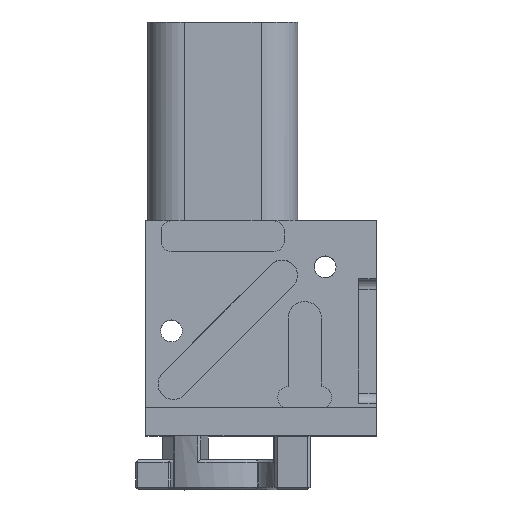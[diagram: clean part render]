
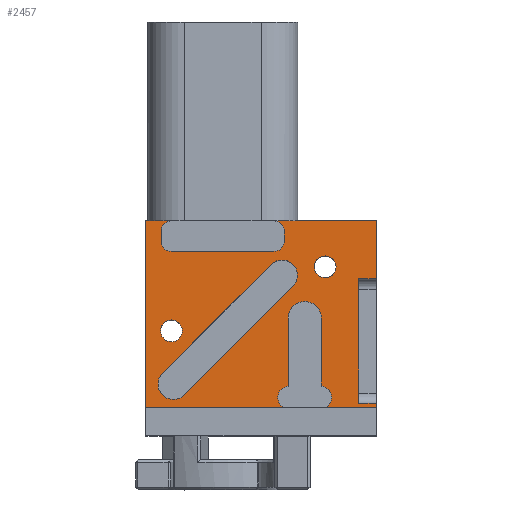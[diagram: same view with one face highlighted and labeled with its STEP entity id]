
A CAD part, top view. The second image highlights one B-rep face of the part: STEP entity #2457.
In plain terms, the highlighted planar face has unit normal (0, 0, 1).
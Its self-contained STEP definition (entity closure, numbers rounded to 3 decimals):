
#102=FACE_BOUND('',#368,.T.);
#103=FACE_BOUND('',#369,.T.);
#104=FACE_BOUND('',#370,.T.);
#121=CIRCLE('',#2622,0.4);
#122=CIRCLE('',#2623,0.4);
#123=CIRCLE('',#2624,0.4);
#124=CIRCLE('',#2625,0.4);
#125=CIRCLE('',#2626,0.45);
#126=CIRCLE('',#2627,0.65);
#127=CIRCLE('',#2628,0.45);
#128=CIRCLE('',#2629,0.6);
#129=CIRCLE('',#2630,0.6);
#130=CIRCLE('',#2631,0.425);
#131=CIRCLE('',#2632,0.425);
#217=FACE_OUTER_BOUND('',#367,.T.);
#367=EDGE_LOOP('',(#1614,#1615,#1616,#1617,#1618,#1619,#1620,#1621,#1622,
#1623,#1624,#1625,#1626,#1627,#1628,#1629,#1630,#1631,#1632,#1633,#1634,
#1635,#1636,#1637));
#368=EDGE_LOOP('',(#1638,#1639,#1640,#1641));
#369=EDGE_LOOP('',(#1642));
#370=EDGE_LOOP('',(#1643));
#539=LINE('',#3623,#777);
#540=LINE('',#3625,#778);
#541=LINE('',#3627,#779);
#542=LINE('',#3629,#780);
#543=LINE('',#3631,#781);
#544=LINE('',#3633,#782);
#545=LINE('',#3635,#783);
#546=LINE('',#3637,#784);
#547=LINE('',#3641,#785);
#548=LINE('',#3645,#786);
#549=LINE('',#3649,#787);
#550=LINE('',#3653,#788);
#551=LINE('',#3655,#789);
#552=LINE('',#3657,#790);
#553=LINE('',#3659,#791);
#554=LINE('',#3663,#792);
#555=LINE('',#3667,#793);
#556=LINE('',#3671,#794);
#557=LINE('',#3675,#795);
#777=VECTOR('',#2880,0.875);
#778=VECTOR('',#2881,0.33);
#779=VECTOR('',#2882,10.);
#780=VECTOR('',#2883,4.61);
#781=VECTOR('',#2884,10.);
#782=VECTOR('',#2885,2.36);
#783=VECTOR('',#2886,0.914);
#784=VECTOR('',#2887,0.914);
#785=VECTOR('',#2890,0.4);
#786=VECTOR('',#2893,4.);
#787=VECTOR('',#2896,0.4);
#788=VECTOR('',#2899,0.914);
#789=VECTOR('',#2900,0.914);
#790=VECTOR('',#2901,7.3);
#791=VECTOR('',#2902,5.6);
#792=VECTOR('',#2905,10.);
#793=VECTOR('',#2908,10.);
#794=VECTOR('',#2911,6.);
#795=VECTOR('',#2914,6.);
#1015=VERTEX_POINT('',#3621);
#1016=VERTEX_POINT('',#3622);
#1017=VERTEX_POINT('',#3624);
#1018=VERTEX_POINT('',#3626);
#1019=VERTEX_POINT('',#3628);
#1020=VERTEX_POINT('',#3630);
#1021=VERTEX_POINT('',#3632);
#1022=VERTEX_POINT('',#3634);
#1023=VERTEX_POINT('',#3636);
#1024=VERTEX_POINT('',#3638);
#1025=VERTEX_POINT('',#3640);
#1026=VERTEX_POINT('',#3642);
#1027=VERTEX_POINT('',#3644);
#1028=VERTEX_POINT('',#3646);
#1029=VERTEX_POINT('',#3648);
#1030=VERTEX_POINT('',#3650);
#1031=VERTEX_POINT('',#3652);
#1032=VERTEX_POINT('',#3654);
#1033=VERTEX_POINT('',#3656);
#1034=VERTEX_POINT('',#3658);
#1035=VERTEX_POINT('',#3660);
#1036=VERTEX_POINT('',#3662);
#1037=VERTEX_POINT('',#3664);
#1038=VERTEX_POINT('',#3666);
#1039=VERTEX_POINT('',#3669);
#1040=VERTEX_POINT('',#3670);
#1041=VERTEX_POINT('',#3672);
#1042=VERTEX_POINT('',#3674);
#1043=VERTEX_POINT('',#3677);
#1044=VERTEX_POINT('',#3679);
#1242=EDGE_CURVE('',#1015,#1016,#539,.T.);
#1243=EDGE_CURVE('',#1016,#1017,#540,.T.);
#1244=EDGE_CURVE('',#1018,#1017,#541,.T.);
#1245=EDGE_CURVE('',#1019,#1018,#542,.T.);
#1246=EDGE_CURVE('',#1019,#1020,#543,.F.);
#1247=EDGE_CURVE('',#1020,#1021,#544,.T.);
#1248=EDGE_CURVE('',#1021,#1022,#545,.T.);
#1249=EDGE_CURVE('',#1022,#1023,#546,.T.);
#1250=EDGE_CURVE('',#1024,#1023,#121,.T.);
#1251=EDGE_CURVE('',#1025,#1024,#547,.T.);
#1252=EDGE_CURVE('',#1026,#1025,#122,.T.);
#1253=EDGE_CURVE('',#1027,#1026,#548,.T.);
#1254=EDGE_CURVE('',#1028,#1027,#123,.T.);
#1255=EDGE_CURVE('',#1029,#1028,#549,.T.);
#1256=EDGE_CURVE('',#1030,#1029,#124,.T.);
#1257=EDGE_CURVE('',#1030,#1031,#550,.T.);
#1258=EDGE_CURVE('',#1031,#1032,#551,.T.);
#1259=EDGE_CURVE('',#1032,#1033,#552,.T.);
#1260=EDGE_CURVE('',#1033,#1034,#553,.T.);
#1261=EDGE_CURVE('',#1034,#1035,#125,.T.);
#1262=EDGE_CURVE('',#1035,#1036,#554,.T.);
#1263=EDGE_CURVE('',#1036,#1037,#126,.T.);
#1264=EDGE_CURVE('',#1037,#1038,#555,.T.);
#1265=EDGE_CURVE('',#1038,#1015,#127,.T.);
#1266=EDGE_CURVE('',#1039,#1040,#556,.T.);
#1267=EDGE_CURVE('',#1041,#1039,#128,.T.);
#1268=EDGE_CURVE('',#1042,#1041,#557,.T.);
#1269=EDGE_CURVE('',#1040,#1042,#129,.T.);
#1270=EDGE_CURVE('',#1043,#1043,#130,.T.);
#1271=EDGE_CURVE('',#1044,#1044,#131,.T.);
#1614=ORIENTED_EDGE('',*,*,#1242,.T.);
#1615=ORIENTED_EDGE('',*,*,#1243,.T.);
#1616=ORIENTED_EDGE('',*,*,#1244,.F.);
#1617=ORIENTED_EDGE('',*,*,#1245,.F.);
#1618=ORIENTED_EDGE('',*,*,#1246,.T.);
#1619=ORIENTED_EDGE('',*,*,#1247,.T.);
#1620=ORIENTED_EDGE('',*,*,#1248,.T.);
#1621=ORIENTED_EDGE('',*,*,#1249,.T.);
#1622=ORIENTED_EDGE('',*,*,#1250,.F.);
#1623=ORIENTED_EDGE('',*,*,#1251,.F.);
#1624=ORIENTED_EDGE('',*,*,#1252,.F.);
#1625=ORIENTED_EDGE('',*,*,#1253,.F.);
#1626=ORIENTED_EDGE('',*,*,#1254,.F.);
#1627=ORIENTED_EDGE('',*,*,#1255,.F.);
#1628=ORIENTED_EDGE('',*,*,#1256,.F.);
#1629=ORIENTED_EDGE('',*,*,#1257,.T.);
#1630=ORIENTED_EDGE('',*,*,#1258,.T.);
#1631=ORIENTED_EDGE('',*,*,#1259,.T.);
#1632=ORIENTED_EDGE('',*,*,#1260,.T.);
#1633=ORIENTED_EDGE('',*,*,#1261,.T.);
#1634=ORIENTED_EDGE('',*,*,#1262,.T.);
#1635=ORIENTED_EDGE('',*,*,#1263,.T.);
#1636=ORIENTED_EDGE('',*,*,#1264,.T.);
#1637=ORIENTED_EDGE('',*,*,#1265,.T.);
#1638=ORIENTED_EDGE('',*,*,#1266,.F.);
#1639=ORIENTED_EDGE('',*,*,#1267,.F.);
#1640=ORIENTED_EDGE('',*,*,#1268,.F.);
#1641=ORIENTED_EDGE('',*,*,#1269,.F.);
#1642=ORIENTED_EDGE('',*,*,#1270,.T.);
#1643=ORIENTED_EDGE('',*,*,#1271,.T.);
#2355=PLANE('',#2621);
#2457=ADVANCED_FACE('',(#217,#102,#103,#104),#2355,.F.);
#2621=AXIS2_PLACEMENT_3D('',#3620,#2878,#2879);
#2622=AXIS2_PLACEMENT_3D('',#3639,#2888,#2889);
#2623=AXIS2_PLACEMENT_3D('',#3643,#2891,#2892);
#2624=AXIS2_PLACEMENT_3D('',#3647,#2894,#2895);
#2625=AXIS2_PLACEMENT_3D('',#3651,#2897,#2898);
#2626=AXIS2_PLACEMENT_3D('',#3661,#2903,#2904);
#2627=AXIS2_PLACEMENT_3D('',#3665,#2906,#2907);
#2628=AXIS2_PLACEMENT_3D('',#3668,#2909,#2910);
#2629=AXIS2_PLACEMENT_3D('',#3673,#2912,#2913);
#2630=AXIS2_PLACEMENT_3D('',#3676,#2915,#2916);
#2631=AXIS2_PLACEMENT_3D('',#3678,#2917,#2918);
#2632=AXIS2_PLACEMENT_3D('',#3680,#2919,#2920);
#2878=DIRECTION('center_axis',(0.,0.,-1.));
#2879=DIRECTION('ref_axis',(-1.,0.,0.));
#2880=DIRECTION('',(1.,0.,0.));
#2881=DIRECTION('',(0.,1.,0.));
#2882=DIRECTION('',(1.,0.,0.));
#2883=DIRECTION('',(0.,-1.,0.));
#2884=DIRECTION('',(-1.,0.,0.));
#2885=DIRECTION('',(0.,1.,0.));
#2886=DIRECTION('',(-1.,0.,0.));
#2887=DIRECTION('',(-1.,0.,0.));
#2888=DIRECTION('center_axis',(0.,0.,1.));
#2889=DIRECTION('ref_axis',(-1.,0.,0.));
#2890=DIRECTION('',(0.,1.,0.));
#2891=DIRECTION('center_axis',(0.,0.,1.));
#2892=DIRECTION('ref_axis',(1.,0.,0.));
#2893=DIRECTION('',(1.,0.,0.));
#2894=DIRECTION('center_axis',(0.,0.,1.));
#2895=DIRECTION('ref_axis',(-1.,0.,0.));
#2896=DIRECTION('',(0.,-1.,0.));
#2897=DIRECTION('center_axis',(0.,0.,1.));
#2898=DIRECTION('ref_axis',(1.,0.,0.));
#2899=DIRECTION('',(-1.,0.,0.));
#2900=DIRECTION('',(-1.,0.,0.));
#2901=DIRECTION('',(0.,-1.,0.));
#2902=DIRECTION('',(1.,0.,0.));
#2903=DIRECTION('center_axis',(0.,0.,-1.));
#2904=DIRECTION('ref_axis',(-0.111,0.994,0.));
#2905=DIRECTION('',(0.,1.,0.));
#2906=DIRECTION('center_axis',(0.,0.,-1.));
#2907=DIRECTION('ref_axis',(1.,0.,0.));
#2908=DIRECTION('',(0.,-1.,0.));
#2909=DIRECTION('center_axis',(0.,0.,-1.));
#2910=DIRECTION('ref_axis',(0.,-1.,0.));
#2911=DIRECTION('',(0.707,0.707,0.));
#2912=DIRECTION('center_axis',(0.,0.,1.));
#2913=DIRECTION('ref_axis',(1.,0.,0.));
#2914=DIRECTION('',(-0.707,-0.707,0.));
#2915=DIRECTION('center_axis',(0.,0.,1.));
#2916=DIRECTION('ref_axis',(-1.,0.,0.));
#2917=DIRECTION('center_axis',(0.,0.,-1.));
#2918=DIRECTION('ref_axis',(1.,0.,0.));
#2919=DIRECTION('center_axis',(0.,0.,-1.));
#2920=DIRECTION('ref_axis',(1.,0.,0.));
#3620=CARTESIAN_POINT('Origin',(0.,0.,2.));
#3621=CARTESIAN_POINT('',(2.506,1.,2.));
#3622=CARTESIAN_POINT('',(4.5,1.,2.));
#3623=CARTESIAN_POINT('',(3.625,1.,2.));
#3624=CARTESIAN_POINT('',(4.5,1.18,2.));
#3625=CARTESIAN_POINT('',(4.5,1.,2.));
#3626=CARTESIAN_POINT('',(3.8,1.18,2.));
#3627=CARTESIAN_POINT('',(1.9,1.18,2.));
#3628=CARTESIAN_POINT('',(3.8,6.04,2.));
#3629=CARTESIAN_POINT('',(3.8,5.94,2.));
#3630=CARTESIAN_POINT('',(4.5,6.04,2.));
#3631=CARTESIAN_POINT('',(1.9,6.04,2.));
#3632=CARTESIAN_POINT('',(4.5,8.3,2.));
#3633=CARTESIAN_POINT('',(4.5,5.94,2.));
#3634=CARTESIAN_POINT('',(1.334,8.3,2.));
#3635=CARTESIAN_POINT('',(1.414,8.3,2.));
#3636=CARTESIAN_POINT('',(0.5,8.3,2.));
#3637=CARTESIAN_POINT('',(1.414,8.3,2.));
#3638=CARTESIAN_POINT('',(0.9,7.9,2.));
#3639=CARTESIAN_POINT('Origin',(0.5,7.9,2.));
#3640=CARTESIAN_POINT('',(0.9,7.5,2.));
#3641=CARTESIAN_POINT('',(0.9,7.5,2.));
#3642=CARTESIAN_POINT('',(0.5,7.1,2.));
#3643=CARTESIAN_POINT('Origin',(0.5,7.5,2.));
#3644=CARTESIAN_POINT('',(-3.5,7.1,2.));
#3645=CARTESIAN_POINT('',(-3.5,7.1,2.));
#3646=CARTESIAN_POINT('',(-3.9,7.5,2.));
#3647=CARTESIAN_POINT('Origin',(-3.5,7.5,2.));
#3648=CARTESIAN_POINT('',(-3.9,7.9,2.));
#3649=CARTESIAN_POINT('',(-3.9,7.9,2.));
#3650=CARTESIAN_POINT('',(-3.5,8.3,2.));
#3651=CARTESIAN_POINT('Origin',(-3.5,7.9,2.));
#3652=CARTESIAN_POINT('',(-4.334,8.3,2.));
#3653=CARTESIAN_POINT('',(-3.5,8.3,2.));
#3654=CARTESIAN_POINT('',(-4.5,8.3,2.));
#3655=CARTESIAN_POINT('',(-3.5,8.3,2.));
#3656=CARTESIAN_POINT('',(-4.5,1.,2.));
#3657=CARTESIAN_POINT('',(-4.5,8.3,2.));
#3658=CARTESIAN_POINT('',(0.894,1.,2.));
#3659=CARTESIAN_POINT('',(-4.5,1.,2.));
#3660=CARTESIAN_POINT('',(1.05,1.847,2.));
#3661=CARTESIAN_POINT('Origin',(1.1,1.4,2.));
#3662=CARTESIAN_POINT('',(1.05,4.5,2.));
#3663=CARTESIAN_POINT('',(1.05,0.924,2.));
#3664=CARTESIAN_POINT('',(2.35,4.5,2.));
#3665=CARTESIAN_POINT('Origin',(1.7,4.5,2.));
#3666=CARTESIAN_POINT('',(2.35,1.847,2.));
#3667=CARTESIAN_POINT('',(2.35,2.25,2.));
#3668=CARTESIAN_POINT('Origin',(2.3,1.4,2.));
#3669=CARTESIAN_POINT('',(-3.,1.5,2.));
#3670=CARTESIAN_POINT('',(1.243,5.743,2.));
#3671=CARTESIAN_POINT('',(-3.,1.5,2.));
#3672=CARTESIAN_POINT('',(-3.849,2.349,2.));
#3673=CARTESIAN_POINT('Origin',(-3.424,1.924,2.));
#3674=CARTESIAN_POINT('',(0.394,6.591,2.));
#3675=CARTESIAN_POINT('',(0.394,6.591,2.));
#3676=CARTESIAN_POINT('Origin',(0.818,6.167,2.));
#3677=CARTESIAN_POINT('',(2.075,6.5,2.));
#3678=CARTESIAN_POINT('Origin',(2.5,6.5,2.));
#3679=CARTESIAN_POINT('',(-3.925,4.,2.));
#3680=CARTESIAN_POINT('Origin',(-3.5,4.,2.));
